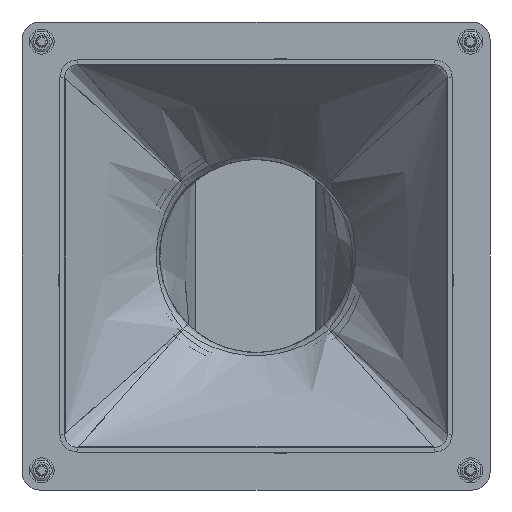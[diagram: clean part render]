
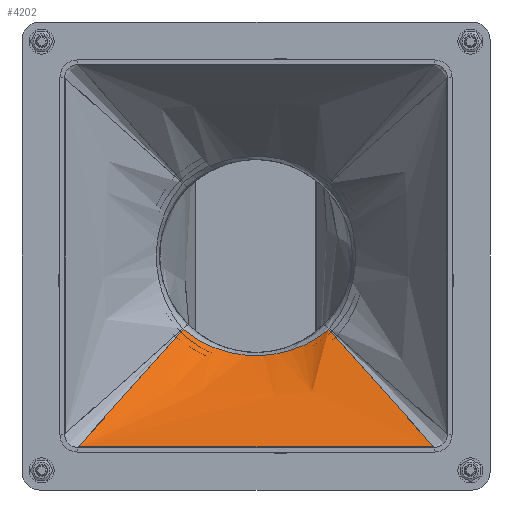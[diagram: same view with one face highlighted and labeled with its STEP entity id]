
A CAD part, front view. The second image highlights one B-rep face of the part: STEP entity #4202.
In plain terms, the highlighted free-form (B-spline) face has degree [3, 3] with [8, 5] control points.
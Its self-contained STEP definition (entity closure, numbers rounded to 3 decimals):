
#152=B_SPLINE_CURVE_WITH_KNOTS('',3,(#6819,#6820,#6821,#6822,#6823,#6824,
#6825,#6826),.UNSPECIFIED.,.F.,.F.,(4,1,1,1,1,4),(-5.013,-4.301,
-3.588,-2.162,-1.45,-0.024),
 .UNSPECIFIED.);
#169=B_SPLINE_CURVE_WITH_KNOTS('',3,(#7131,#7132,#7133,#7134,#7135,#7136),
 .UNSPECIFIED.,.F.,.F.,(4,1,1,4),(-5.796,-4.126,-3.291,
-0.043),.UNSPECIFIED.);
#172=B_SPLINE_CURVE_WITH_KNOTS('',3,(#7195,#7196,#7197,#7198,#7199,#7200),
 .UNSPECIFIED.,.F.,.F.,(4,1,1,4),(-5.845,-3.432,-1.762,
-0.092),.UNSPECIFIED.);
#173=B_SPLINE_CURVE_WITH_KNOTS('',3,(#7201,#7202,#7203,#7204,#7205,#7206),
 .UNSPECIFIED.,.F.,.F.,(4,2,4),(0.721,5.766,10.817),
 .UNSPECIFIED.);
#475=B_SPLINE_SURFACE_WITH_KNOTS('',3,3,((#7154,#7155,#7156,#7157,#7158),
(#7159,#7160,#7161,#7162,#7163),(#7164,#7165,#7166,#7167,#7168),(#7169,
#7170,#7171,#7172,#7173),(#7174,#7175,#7176,#7177,#7178),(#7179,#7180,#7181,
#7182,#7183),(#7184,#7185,#7186,#7187,#7188),(#7189,#7190,#7191,#7192,#7193)),
 .UNSPECIFIED.,.F.,.F.,.F.,(4,1,1,1,1,4),(4,1,4),(0.003,0.287,
0.429,0.713,0.819,0.997),
(0.042,0.582,0.987),.UNSPECIFIED.);
#1228=FACE_OUTER_BOUND('',#1491,.T.);
#1491=EDGE_LOOP('',(#3178,#3179,#3180,#3181));
#1881=VERTEX_POINT('',#6816);
#1882=VERTEX_POINT('',#6818);
#1897=VERTEX_POINT('',#7130);
#1899=VERTEX_POINT('',#7194);
#2353=EDGE_CURVE('',#1881,#1882,#152,.T.);
#2377=EDGE_CURVE('',#1882,#1897,#169,.T.);
#2380=EDGE_CURVE('',#1899,#1881,#172,.T.);
#2381=EDGE_CURVE('',#1897,#1899,#173,.T.);
#3178=ORIENTED_EDGE('',*,*,#2353,.F.);
#3179=ORIENTED_EDGE('',*,*,#2380,.F.);
#3180=ORIENTED_EDGE('',*,*,#2381,.F.);
#3181=ORIENTED_EDGE('',*,*,#2377,.F.);
#4202=ADVANCED_FACE('',(#1228),#475,.F.);
#6816=CARTESIAN_POINT('',(-20.381,37.038,-20.514));
#6818=CARTESIAN_POINT('',(20.381,37.038,-20.514));
#6819=CARTESIAN_POINT('Ctrl Pts',(-20.381,37.038,-20.514));
#6820=CARTESIAN_POINT('Ctrl Pts',(-18.755,37.108,-21.921));
#6821=CARTESIAN_POINT('Ctrl Pts',(-15.202,37.276,-24.343));
#6822=CARTESIAN_POINT('Ctrl Pts',(-7.343,37.694,-27.538));
#6823=CARTESIAN_POINT('Ctrl Pts',(1.076,37.88,-28.322));
#6824=CARTESIAN_POINT('Ctrl Pts',(11.364,37.503,-26.348));
#6825=CARTESIAN_POINT('Ctrl Pts',(17.129,37.178,-23.329));
#6826=CARTESIAN_POINT('Ctrl Pts',(20.381,37.038,-20.514));
#7130=CARTESIAN_POINT('',(49.824,0.,-53.533));
#7131=CARTESIAN_POINT('Ctrl Pts',(20.381,37.038,-20.514));
#7132=CARTESIAN_POINT('Ctrl Pts',(23.13,33.556,-24.028));
#7133=CARTESIAN_POINT('Ctrl Pts',(27.239,28.159,-29.006));
#7134=CARTESIAN_POINT('Ctrl Pts',(36.956,15.727,-39.983));
#7135=CARTESIAN_POINT('Ctrl Pts',(44.083,6.94,-47.533));
#7136=CARTESIAN_POINT('Ctrl Pts',(49.823,0.,
-53.533));
#7154=CARTESIAN_POINT('Ctrl Pts',(55.579,-0.327,-53.751));
#7155=CARTESIAN_POINT('Ctrl Pts',(48.974,6.812,-47.295));
#7156=CARTESIAN_POINT('Ctrl Pts',(37.357,19.282,-36.031));
#7157=CARTESIAN_POINT('Ctrl Pts',(25.459,31.733,-25.027));
#7158=CARTESIAN_POINT('Ctrl Pts',(20.296,37.127,-20.438));
#7159=CARTESIAN_POINT('Ctrl Pts',(45.026,-0.227,-53.793));
#7160=CARTESIAN_POINT('Ctrl Pts',(39.824,6.926,-47.885));
#7161=CARTESIAN_POINT('Ctrl Pts',(30.668,19.428,-37.565));
#7162=CARTESIAN_POINT('Ctrl Pts',(21.237,31.888,-27.432));
#7163=CARTESIAN_POINT('Ctrl Pts',(17.103,37.263,-23.224));
#7164=CARTESIAN_POINT('Ctrl Pts',(29.155,-0.085,
-53.836));
#7165=CARTESIAN_POINT('Ctrl Pts',(25.874,7.095,-48.554));
#7166=CARTESIAN_POINT('Ctrl Pts',(20.094,19.654,-39.321));
#7167=CARTESIAN_POINT('Ctrl Pts',(14.108,32.181,-30.147));
#7168=CARTESIAN_POINT('Ctrl Pts',(11.411,37.551,-26.295));
#7169=CARTESIAN_POINT('Ctrl Pts',(2.653,0.025,-53.866));
#7170=CARTESIAN_POINT('Ctrl Pts',(2.367,7.229,-49.016));
#7171=CARTESIAN_POINT('Ctrl Pts',(1.863,19.837,-40.523));
#7172=CARTESIAN_POINT('Ctrl Pts',(1.338,32.456,-32.013));
#7173=CARTESIAN_POINT('Ctrl Pts',(1.09,37.865,-28.339));
#7174=CARTESIAN_POINT('Ctrl Pts',(-17.235,-0.019,
-53.855));
#7175=CARTESIAN_POINT('Ctrl Pts',(-15.326,7.174,-48.839));
#7176=CARTESIAN_POINT('Ctrl Pts',(-11.96,19.761,-40.064));
#7177=CARTESIAN_POINT('Ctrl Pts',(-8.467,32.336,-31.3));
#7178=CARTESIAN_POINT('Ctrl Pts',(-6.866,37.723,-27.569));
#7179=CARTESIAN_POINT('Ctrl Pts',(-38.413,-0.168,
-53.811));
#7180=CARTESIAN_POINT('Ctrl Pts',(-34.011,6.996,-48.163));
#7181=CARTESIAN_POINT('Ctrl Pts',(-26.264,19.521,-38.298));
#7182=CARTESIAN_POINT('Ctrl Pts',(-18.264,32.006,-28.565));
#7183=CARTESIAN_POINT('Ctrl Pts',(-14.729,37.377,-24.509));
#7184=CARTESIAN_POINT('Ctrl Pts',(-48.983,-0.265,-53.777));
#7185=CARTESIAN_POINT('Ctrl Pts',(-43.255,6.883,-47.664));
#7186=CARTESIAN_POINT('Ctrl Pts',(-33.176,19.372,-36.989));
#7187=CARTESIAN_POINT('Ctrl Pts',(-22.82,31.828,-26.534));
#7188=CARTESIAN_POINT('Ctrl Pts',(-18.301,37.212,-22.179));
#7189=CARTESIAN_POINT('Ctrl Pts',(-55.579,-0.327,
-53.751));
#7190=CARTESIAN_POINT('Ctrl Pts',(-48.974,6.812,-47.295));
#7191=CARTESIAN_POINT('Ctrl Pts',(-37.357,19.282,-36.031));
#7192=CARTESIAN_POINT('Ctrl Pts',(-25.459,31.733,-25.027));
#7193=CARTESIAN_POINT('Ctrl Pts',(-20.296,37.127,-20.438));
#7194=CARTESIAN_POINT('',(-49.824,0.,-53.533));
#7195=CARTESIAN_POINT('Ctrl Pts',(-49.823,0.,-53.533));
#7196=CARTESIAN_POINT('Ctrl Pts',(-45.558,5.156,-49.075));
#7197=CARTESIAN_POINT('Ctrl Pts',(-38.41,13.922,-41.516));
#7198=CARTESIAN_POINT('Ctrl Pts',(-28.611,26.359,-30.659));
#7199=CARTESIAN_POINT('Ctrl Pts',(-23.13,33.556,-24.028));
#7200=CARTESIAN_POINT('Ctrl Pts',(-20.381,37.038,-20.514));
#7201=CARTESIAN_POINT('Ctrl Pts',(49.824,0.,
-53.533));
#7202=CARTESIAN_POINT('Ctrl Pts',(33.018,0.,
-53.761));
#7203=CARTESIAN_POINT('Ctrl Pts',(16.279,0.,
-53.859));
#7204=CARTESIAN_POINT('Ctrl Pts',(-16.235,0.,
-53.86));
#7205=CARTESIAN_POINT('Ctrl Pts',(-32.997,0.,
-53.761));
#7206=CARTESIAN_POINT('Ctrl Pts',(-49.824,0.,
-53.533));
